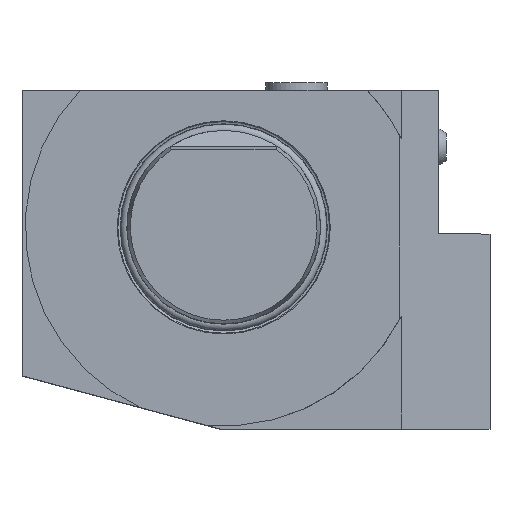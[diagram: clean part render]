
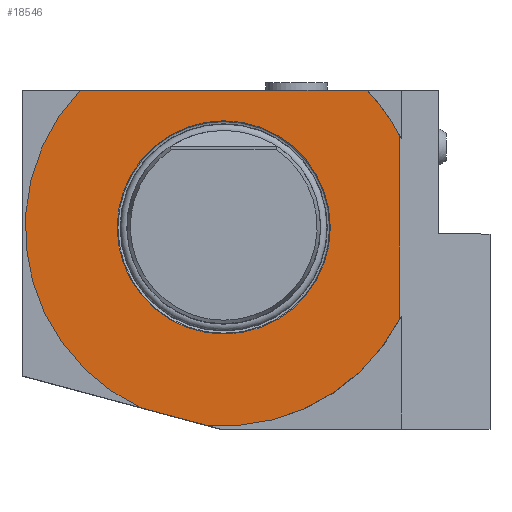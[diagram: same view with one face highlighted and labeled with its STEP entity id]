
A CAD part, top view. The second image highlights one B-rep face of the part: STEP entity #18546.
In plain terms, the highlighted planar face has unit normal (0, 0, 1).
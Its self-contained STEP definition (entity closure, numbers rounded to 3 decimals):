
#386 = VERTEX_POINT ( 'NONE', #6520 ) ;
#442 = DIRECTION ( 'NONE',  ( 1., 0., 0. ) ) ;
#675 = ORIENTED_EDGE ( 'NONE', *, *, #15955, .T. ) ;
#858 = VERTEX_POINT ( 'NONE', #7261 ) ;
#1216 = VECTOR ( 'NONE', #17388, 1000. ) ;
#1269 = VECTOR ( 'NONE', #442, 1000. ) ;
#1391 = VERTEX_POINT ( 'NONE', #14430 ) ;
#1476 = DIRECTION ( 'NONE',  ( 0., 0., 1. ) ) ;
#1820 = VERTEX_POINT ( 'NONE', #13355 ) ;
#1983 = ORIENTED_EDGE ( 'NONE', *, *, #5545, .F. ) ;
#2210 = EDGE_CURVE ( 'NONE', #858, #3467, #3694, .T. ) ;
#2239 = CARTESIAN_POINT ( 'NONE',  ( 54.5, -28.496, 0. ) ) ;
#3467 = VERTEX_POINT ( 'NONE', #6174 ) ;
#3582 = EDGE_LOOP ( 'NONE', ( #17996 ) ) ;
#3694 = CIRCLE ( 'NONE', #9533, 61.5 ) ;
#3812 = DIRECTION ( 'NONE',  ( 0., 0., -1. ) ) ;
#3910 = AXIS2_PLACEMENT_3D ( 'NONE', #9582, #3812, #5459 ) ;
#4041 = DIRECTION ( 'NONE',  ( 0., 0., 1. ) ) ;
#4156 = ORIENTED_EDGE ( 'NONE', *, *, #16934, .T. ) ;
#4390 = EDGE_CURVE ( 'NONE', #386, #1391, #18723, .T. ) ;
#5154 = CIRCLE ( 'NONE', #3910, 33.025 ) ;
#5459 = DIRECTION ( 'NONE',  ( 0., 1., 0. ) ) ;
#5545 = EDGE_CURVE ( 'NONE', #858, #1391, #15229, .T. ) ;
#6076 = LINE ( 'NONE', #13274, #1216 ) ;
#6174 = CARTESIAN_POINT ( 'NONE',  ( -25.763, -55.844, 0. ) ) ;
#6520 = CARTESIAN_POINT ( 'NONE',  ( 54.5, 28.496, 0. ) ) ;
#6614 = ORIENTED_EDGE ( 'NONE', *, *, #4390, .T. ) ;
#7042 = FACE_BOUND ( 'NONE', #3582, .T. ) ;
#7228 = CARTESIAN_POINT ( 'NONE',  ( 10., -10., 0. ) ) ;
#7261 = CARTESIAN_POINT ( 'NONE',  ( -44.452, 42.5, 0. ) ) ;
#7387 = DIRECTION ( 'NONE',  ( 0., 1., 0. ) ) ;
#7596 = CARTESIAN_POINT ( 'NONE',  ( -5.61, -61.244, 0. ) ) ;
#8059 = CARTESIAN_POINT ( 'NONE',  ( 0., 0., 0. ) ) ;
#8243 = DIRECTION ( 'NONE',  ( 0., 0., 1. ) ) ;
#8367 = LINE ( 'NONE', #10915, #11543 ) ;
#8559 = DIRECTION ( 'NONE',  ( 1., 0., 0. ) ) ;
#9503 = DIRECTION ( 'NONE',  ( 0.966, -0.259, 0. ) ) ;
#9533 = AXIS2_PLACEMENT_3D ( 'NONE', #8059, #8243, #17034 ) ;
#9582 = CARTESIAN_POINT ( 'NONE',  ( 0., 0., 0. ) ) ;
#10519 = EDGE_LOOP ( 'NONE', ( #13848, #6614, #1983, #11641, #675, #4156 ) ) ;
#10653 = AXIS2_PLACEMENT_3D ( 'NONE', #14844, #1476, #7387 ) ;
#10915 = CARTESIAN_POINT ( 'NONE',  ( -33.178, -53.857, 0. ) ) ;
#11370 = EDGE_CURVE ( 'NONE', #1820, #1820, #5154, .T. ) ;
#11543 = VECTOR ( 'NONE', #9503, 1000. ) ;
#11571 = AXIS2_PLACEMENT_3D ( 'NONE', #7228, #4041, #8559 ) ;
#11641 = ORIENTED_EDGE ( 'NONE', *, *, #2210, .T. ) ;
#12666 = FACE_OUTER_BOUND ( 'NONE', #10519, .T. ) ;
#12921 = AXIS2_PLACEMENT_3D ( 'NONE', #18499, #18401, #15618 ) ;
#13274 = CARTESIAN_POINT ( 'NONE',  ( 54.5, 16.25, 0. ) ) ;
#13355 = CARTESIAN_POINT ( 'NONE',  ( 0., 33.025, 0. ) ) ;
#13612 = CARTESIAN_POINT ( 'NONE',  ( -62.5, 42.5, 0. ) ) ;
#13848 = ORIENTED_EDGE ( 'NONE', *, *, #14254, .T. ) ;
#14254 = EDGE_CURVE ( 'NONE', #17833, #386, #6076, .T. ) ;
#14430 = CARTESIAN_POINT ( 'NONE',  ( 44.452, 42.5, 0. ) ) ;
#14844 = CARTESIAN_POINT ( 'NONE',  ( 0., 0., 0. ) ) ;
#15229 = LINE ( 'NONE', #13612, #1269 ) ;
#15618 = DIRECTION ( 'NONE',  ( 0., 1., 0. ) ) ;
#15798 = VERTEX_POINT ( 'NONE', #7596 ) ;
#15955 = EDGE_CURVE ( 'NONE', #3467, #15798, #8367, .T. ) ;
#16934 = EDGE_CURVE ( 'NONE', #15798, #17833, #18917, .T. ) ;
#17034 = DIRECTION ( 'NONE',  ( 0., 1., 0. ) ) ;
#17169 = PLANE ( 'NONE',  #11571 ) ;
#17388 = DIRECTION ( 'NONE',  ( 0., 1., 0. ) ) ;
#17833 = VERTEX_POINT ( 'NONE', #2239 ) ;
#17996 = ORIENTED_EDGE ( 'NONE', *, *, #11370, .T. ) ;
#18401 = DIRECTION ( 'NONE',  ( 0., 0., 1. ) ) ;
#18499 = CARTESIAN_POINT ( 'NONE',  ( 0., 0., 0. ) ) ;
#18546 = ADVANCED_FACE ( 'Defeature completata1_71', ( #7042, #12666 ), #17169, .T. ) ;
#18723 = CIRCLE ( 'NONE', #12921, 61.5 ) ;
#18917 = CIRCLE ( 'NONE', #10653, 61.5 ) ;
